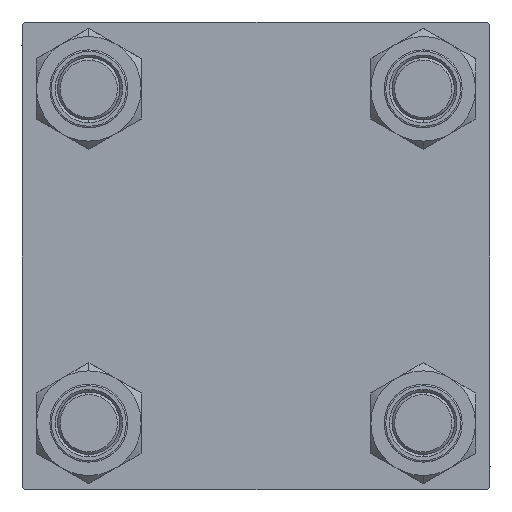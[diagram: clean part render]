
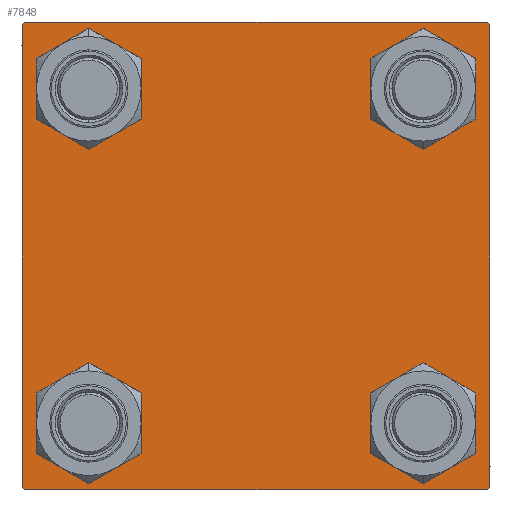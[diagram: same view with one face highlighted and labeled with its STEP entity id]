
A CAD part, left-side view. The second image highlights one B-rep face of the part: STEP entity #7848.
In plain terms, the highlighted planar face has unit normal (-1, 0, 0).
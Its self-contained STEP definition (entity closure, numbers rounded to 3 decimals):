
#22 = AXIS2_PLACEMENT_3D ( 'NONE', #44888, #45137, #25093 ) ;
#265 = EDGE_CURVE ( 'NONE', #43558, #27956, #46867, .T. ) ;
#462 = CARTESIAN_POINT ( 'NONE',  ( 0., 45., -44.5 ) ) ;
#1137 = CARTESIAN_POINT ( 'NONE',  ( 0., 32.15, -38.65 ) ) ;
#1892 = CARTESIAN_POINT ( 'NONE',  ( 0., -32.15, -38.65 ) ) ;
#2235 = ORIENTED_EDGE ( 'NONE', *, *, #7326, .T. ) ;
#3324 = ORIENTED_EDGE ( 'NONE', *, *, #46114, .T. ) ;
#3557 = CARTESIAN_POINT ( 'NONE',  ( 0., -32.15, 38.65 ) ) ;
#3684 = CIRCLE ( 'NONE', #42265, 6.5 ) ;
#3835 = LINE ( 'NONE', #4352, #40109 ) ;
#4352 = CARTESIAN_POINT ( 'NONE',  ( 0., 45., -45. ) ) ;
#4716 = VERTEX_POINT ( 'NONE', #45803 ) ;
#5054 = VERTEX_POINT ( 'NONE', #19243 ) ;
#5644 = EDGE_CURVE ( 'NONE', #27956, #43558, #32142, .T. ) ;
#5903 = DIRECTION ( 'NONE',  ( 0., -0.707, 0.707 ) ) ;
#6597 = ORIENTED_EDGE ( 'NONE', *, *, #41283, .T. ) ;
#7122 = FACE_BOUND ( 'NONE', #50064, .T. ) ;
#7326 = EDGE_CURVE ( 'NONE', #21545, #46407, #40893, .T. ) ;
#7414 = CARTESIAN_POINT ( 'NONE',  ( 0., 32.15, -32.15 ) ) ;
#7848 = ADVANCED_FACE ( 'NONE', ( #34640, #7122, #18963, #35153, #30785 ), #50324, .T. ) ;
#7894 = EDGE_LOOP ( 'NONE', ( #50791, #10718, #17730, #2235, #42190, #6597, #31159, #23281 ) ) ;
#7925 = DIRECTION ( 'NONE',  ( 1., 0., 0. ) ) ;
#8368 = LINE ( 'NONE', #32019, #44864 ) ;
#8853 = VERTEX_POINT ( 'NONE', #1137 ) ;
#8910 = CARTESIAN_POINT ( 'NONE',  ( 0., -32.15, 25.65 ) ) ;
#9081 = CARTESIAN_POINT ( 'NONE',  ( 0., -32.15, -32.15 ) ) ;
#9458 = CARTESIAN_POINT ( 'NONE',  ( 0., 45., 45. ) ) ;
#10024 = CARTESIAN_POINT ( 'NONE',  ( 0., 32.15, 32.15 ) ) ;
#10647 = CARTESIAN_POINT ( 'NONE',  ( 0., -45., 44.5 ) ) ;
#10718 = ORIENTED_EDGE ( 'NONE', *, *, #27566, .T. ) ;
#11361 = CIRCLE ( 'NONE', #22767, 6.5 ) ;
#11545 = DIRECTION ( 'NONE',  ( 0., -1., 0. ) ) ;
#11745 = VERTEX_POINT ( 'NONE', #462 ) ;
#11814 = CARTESIAN_POINT ( 'NONE',  ( 0., -45., 45. ) ) ;
#12096 = EDGE_CURVE ( 'NONE', #17698, #46710, #14565, .T. ) ;
#12476 = DIRECTION ( 'NONE',  ( 0., -0.707, -0.707 ) ) ;
#12503 = AXIS2_PLACEMENT_3D ( 'NONE', #46472, #28446, #20737 ) ;
#12742 = CARTESIAN_POINT ( 'NONE',  ( 0., -32.15, -25.65 ) ) ;
#13024 = LINE ( 'NONE', #47299, #30915 ) ;
#13245 = CARTESIAN_POINT ( 'NONE',  ( 0., -44.5, 45. ) ) ;
#13911 = EDGE_CURVE ( 'NONE', #18374, #46407, #19537, .T. ) ;
#14565 = LINE ( 'NONE', #41809, #44654 ) ;
#14630 = EDGE_CURVE ( 'NONE', #8853, #48728, #3684, .T. ) ;
#15133 = DIRECTION ( 'NONE',  ( 0., 0., 1. ) ) ;
#15364 = CIRCLE ( 'NONE', #25188, 6.5 ) ;
#15465 = VERTEX_POINT ( 'NONE', #32912 ) ;
#16531 = AXIS2_PLACEMENT_3D ( 'NONE', #39151, #33815, #19615 ) ;
#17698 = VERTEX_POINT ( 'NONE', #26011 ) ;
#17730 = ORIENTED_EDGE ( 'NONE', *, *, #35403, .T. ) ;
#18155 = AXIS2_PLACEMENT_3D ( 'NONE', #23681, #39373, #31653 ) ;
#18374 = VERTEX_POINT ( 'NONE', #10647 ) ;
#18963 = FACE_BOUND ( 'NONE', #35486, .T. ) ;
#19237 = EDGE_CURVE ( 'NONE', #17698, #24102, #40335, .T. ) ;
#19243 = CARTESIAN_POINT ( 'NONE',  ( 0., 44.5, -45. ) ) ;
#19537 = LINE ( 'NONE', #11814, #37289 ) ;
#19615 = DIRECTION ( 'NONE',  ( 0., 0., 1. ) ) ;
#20301 = DIRECTION ( 'NONE',  ( 0., -1., 0. ) ) ;
#20737 = DIRECTION ( 'NONE',  ( 0., 0., 1. ) ) ;
#21545 = VERTEX_POINT ( 'NONE', #44805 ) ;
#22148 = DIRECTION ( 'NONE',  ( 1., 0., 0. ) ) ;
#22324 = DIRECTION ( 'NONE',  ( 1., 0., 0. ) ) ;
#22767 = AXIS2_PLACEMENT_3D ( 'NONE', #10024, #40894, #37278 ) ;
#22789 = AXIS2_PLACEMENT_3D ( 'NONE', #9081, #39955, #28872 ) ;
#22887 = EDGE_CURVE ( 'NONE', #46710, #11745, #13024, .T. ) ;
#23281 = ORIENTED_EDGE ( 'NONE', *, *, #12096, .T. ) ;
#23639 = DIRECTION ( 'NONE',  ( 0., 0., -1. ) ) ;
#23681 = CARTESIAN_POINT ( 'NONE',  ( 0., -32.15, -32.15 ) ) ;
#24102 = VERTEX_POINT ( 'NONE', #13245 ) ;
#24160 = EDGE_LOOP ( 'NONE', ( #36854, #34443 ) ) ;
#24806 = LINE ( 'NONE', #48700, #41924 ) ;
#25093 = DIRECTION ( 'NONE',  ( 0., 0., 1. ) ) ;
#25188 = AXIS2_PLACEMENT_3D ( 'NONE', #41429, #22148, #49147 ) ;
#25263 = EDGE_CURVE ( 'NONE', #29069, #44875, #25292, .T. ) ;
#25292 = CIRCLE ( 'NONE', #22789, 6.5 ) ;
#25706 = CARTESIAN_POINT ( 'NONE',  ( 0., -44.75, -44.75 ) ) ;
#25894 = ORIENTED_EDGE ( 'NONE', *, *, #5644, .T. ) ;
#26011 = CARTESIAN_POINT ( 'NONE',  ( 0., 44.5, 45. ) ) ;
#26388 = CIRCLE ( 'NONE', #16531, 6.5 ) ;
#27018 = ORIENTED_EDGE ( 'NONE', *, *, #265, .T. ) ;
#27566 = EDGE_CURVE ( 'NONE', #11745, #5054, #8368, .T. ) ;
#27737 = CARTESIAN_POINT ( 'NONE',  ( 0., -45., -44.5 ) ) ;
#27956 = VERTEX_POINT ( 'NONE', #3557 ) ;
#28199 = ORIENTED_EDGE ( 'NONE', *, *, #25263, .T. ) ;
#28446 = DIRECTION ( 'NONE',  ( -1., 0., 0. ) ) ;
#28872 = DIRECTION ( 'NONE',  ( 0., 0., 1. ) ) ;
#28885 = ORIENTED_EDGE ( 'NONE', *, *, #14630, .T. ) ;
#29069 = VERTEX_POINT ( 'NONE', #12742 ) ;
#29416 = EDGE_CURVE ( 'NONE', #48728, #8853, #15364, .T. ) ;
#30755 = DIRECTION ( 'NONE',  ( 0., 0.707, -0.707 ) ) ;
#30785 = FACE_OUTER_BOUND ( 'NONE', #7894, .T. ) ;
#30915 = VECTOR ( 'NONE', #31578, 1000. ) ;
#31159 = ORIENTED_EDGE ( 'NONE', *, *, #19237, .F. ) ;
#31578 = DIRECTION ( 'NONE',  ( 0., 0., -1. ) ) ;
#31653 = DIRECTION ( 'NONE',  ( 0., 0., 1. ) ) ;
#32019 = CARTESIAN_POINT ( 'NONE',  ( 0., 44.75, -44.75 ) ) ;
#32142 = CIRCLE ( 'NONE', #48641, 6.5 ) ;
#32815 = EDGE_CURVE ( 'NONE', #4716, #15465, #11361, .T. ) ;
#32912 = CARTESIAN_POINT ( 'NONE',  ( 0., 32.15, 38.65 ) ) ;
#33768 = VECTOR ( 'NONE', #5903, 1000. ) ;
#33815 = DIRECTION ( 'NONE',  ( 1., 0., 0. ) ) ;
#34443 = ORIENTED_EDGE ( 'NONE', *, *, #32815, .T. ) ;
#34640 = FACE_BOUND ( 'NONE', #34741, .T. ) ;
#34741 = EDGE_LOOP ( 'NONE', ( #25894, #27018 ) ) ;
#35153 = FACE_BOUND ( 'NONE', #24160, .T. ) ;
#35403 = EDGE_CURVE ( 'NONE', #5054, #21545, #3835, .T. ) ;
#35486 = EDGE_LOOP ( 'NONE', ( #36756, #28885 ) ) ;
#36756 = ORIENTED_EDGE ( 'NONE', *, *, #29416, .T. ) ;
#36854 = ORIENTED_EDGE ( 'NONE', *, *, #43624, .T. ) ;
#37278 = DIRECTION ( 'NONE',  ( 0., 0., 1. ) ) ;
#37289 = VECTOR ( 'NONE', #23639, 1000. ) ;
#37468 = VECTOR ( 'NONE', #20301, 1000. ) ;
#39151 = CARTESIAN_POINT ( 'NONE',  ( 0., 32.15, 32.15 ) ) ;
#39373 = DIRECTION ( 'NONE',  ( 1., 0., 0. ) ) ;
#39955 = DIRECTION ( 'NONE',  ( 1., 0., 0. ) ) ;
#40109 = VECTOR ( 'NONE', #11545, 1000. ) ;
#40335 = LINE ( 'NONE', #9458, #37468 ) ;
#40868 = CARTESIAN_POINT ( 'NONE',  ( 0., 32.15, -25.65 ) ) ;
#40893 = LINE ( 'NONE', #25706, #33768 ) ;
#40894 = DIRECTION ( 'NONE',  ( 1., 0., 0. ) ) ;
#41236 = DIRECTION ( 'NONE',  ( 0., 0.707, 0.707 ) ) ;
#41283 = EDGE_CURVE ( 'NONE', #18374, #24102, #24806, .T. ) ;
#41429 = CARTESIAN_POINT ( 'NONE',  ( 0., 32.15, -32.15 ) ) ;
#41809 = CARTESIAN_POINT ( 'NONE',  ( 0., 44.75, 44.75 ) ) ;
#41862 = DIRECTION ( 'NONE',  ( 0., 0., 1. ) ) ;
#41924 = VECTOR ( 'NONE', #41236, 1000. ) ;
#42190 = ORIENTED_EDGE ( 'NONE', *, *, #13911, .F. ) ;
#42265 = AXIS2_PLACEMENT_3D ( 'NONE', #7414, #7925, #15133 ) ;
#43558 = VERTEX_POINT ( 'NONE', #8910 ) ;
#43624 = EDGE_CURVE ( 'NONE', #15465, #4716, #26388, .T. ) ;
#44654 = VECTOR ( 'NONE', #30755, 1000. ) ;
#44805 = CARTESIAN_POINT ( 'NONE',  ( 0., -44.5, -45. ) ) ;
#44864 = VECTOR ( 'NONE', #12476, 1000. ) ;
#44875 = VERTEX_POINT ( 'NONE', #1892 ) ;
#44888 = CARTESIAN_POINT ( 'NONE',  ( 0., -32.15, 32.15 ) ) ;
#45137 = DIRECTION ( 'NONE',  ( 1., 0., 0. ) ) ;
#45803 = CARTESIAN_POINT ( 'NONE',  ( 0., 32.15, 25.65 ) ) ;
#45992 = CARTESIAN_POINT ( 'NONE',  ( 0., -32.15, 32.15 ) ) ;
#46114 = EDGE_CURVE ( 'NONE', #44875, #29069, #47840, .T. ) ;
#46407 = VERTEX_POINT ( 'NONE', #27737 ) ;
#46472 = CARTESIAN_POINT ( 'NONE',  ( 0., 0., 0. ) ) ;
#46710 = VERTEX_POINT ( 'NONE', #49790 ) ;
#46867 = CIRCLE ( 'NONE', #22, 6.5 ) ;
#47299 = CARTESIAN_POINT ( 'NONE',  ( 0., 45., 45. ) ) ;
#47840 = CIRCLE ( 'NONE', #18155, 6.5 ) ;
#48641 = AXIS2_PLACEMENT_3D ( 'NONE', #45992, #22324, #41862 ) ;
#48700 = CARTESIAN_POINT ( 'NONE',  ( 0., -44.75, 44.75 ) ) ;
#48728 = VERTEX_POINT ( 'NONE', #40868 ) ;
#49147 = DIRECTION ( 'NONE',  ( 0., 0., 1. ) ) ;
#49790 = CARTESIAN_POINT ( 'NONE',  ( 0., 45., 44.5 ) ) ;
#50064 = EDGE_LOOP ( 'NONE', ( #28199, #3324 ) ) ;
#50324 = PLANE ( 'NONE',  #12503 ) ;
#50791 = ORIENTED_EDGE ( 'NONE', *, *, #22887, .T. ) ;
